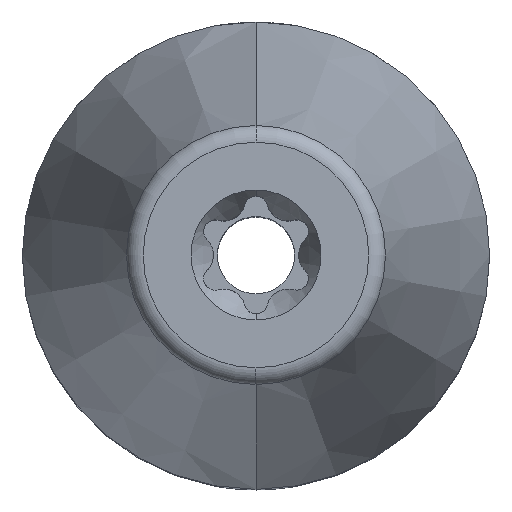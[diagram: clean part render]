
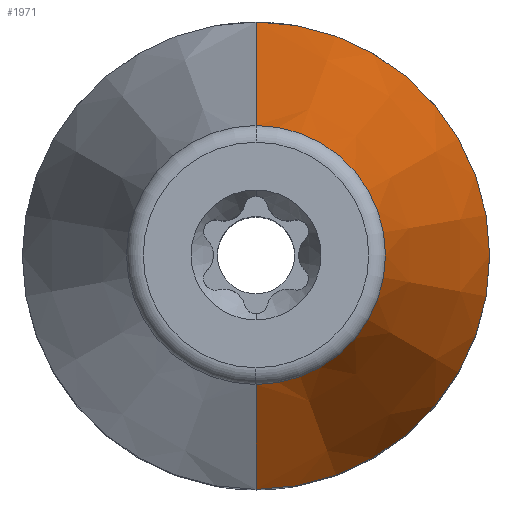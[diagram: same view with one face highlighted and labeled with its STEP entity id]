
A CAD part, top view. The second image highlights one B-rep face of the part: STEP entity #1971.
In plain terms, the highlighted conical face has half-angle 14.769 degrees and reference radius 7.344 mm.
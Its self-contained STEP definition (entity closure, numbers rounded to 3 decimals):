
#219=CARTESIAN_POINT('',(0.,0.,15.5));
#220=DIRECTION('',(0.,0.,1.));
#221=DIRECTION('',(1.,0.,0.));
#222=AXIS2_PLACEMENT_3D('',#219,#220,#221);
#297=CARTESIAN_POINT('',(0.,0.,15.5));
#298=DIRECTION('',(0.,0.,1.));
#299=DIRECTION('',(0.,-1.,0.));
#300=AXIS2_PLACEMENT_3D('',#297,#298,#299);
#943=CARTESIAN_POINT('',(0.,0.,31.478));
#944=DIRECTION('',(0.,0.,1.));
#945=DIRECTION('',(0.,-1.,0.));
#946=AXIS2_PLACEMENT_3D('',#943,#944,#945);
#948=DIRECTION('',(0.,0.255,-0.967));
#949=VECTOR('',#948,16.524);
#950=CARTESIAN_POINT('',(0.,5.238,
31.478));
#951=LINE('',#950,#949);
#952=DIRECTION('',(0.,-0.255,-0.967));
#953=VECTOR('',#952,16.524);
#954=CARTESIAN_POINT('',(0.,-5.238,
31.478));
#955=LINE('',#954,#953);
#1112=CARTESIAN_POINT('',(0.,9.45,15.5));
#1114=VERTEX_POINT('',#1112);
#1116=CARTESIAN_POINT('',(0.,-9.45,15.5));
#1117=VERTEX_POINT('',#1116);
#1118=CARTESIAN_POINT('',(9.45,0.,15.5));
#1119=VERTEX_POINT('',#1118);
#1124=CARTESIAN_POINT('',(0.,5.238,31.478));
#1125=CARTESIAN_POINT('',(0.,-5.238,31.478));
#1126=VERTEX_POINT('',#1124);
#1127=VERTEX_POINT('',#1125);
#1957=CARTESIAN_POINT('',(0.,0.,23.489));
#1958=DIRECTION('',(0.,0.,-1.));
#1959=DIRECTION('',(0.,-1.,0.));
#1960=AXIS2_PLACEMENT_3D('',#1957,#1958,#1959);
#1961=CONICAL_SURFACE('',#1960,7.344,14.769);
#1962=ORIENTED_EDGE('',*,*,#1951,.T.);
#1964=ORIENTED_EDGE('',*,*,#1963,.T.);
#1965=ORIENTED_EDGE('',*,*,#1263,.F.);
#1966=ORIENTED_EDGE('',*,*,#1307,.F.);
#1968=ORIENTED_EDGE('',*,*,#1967,.F.);
#1969=EDGE_LOOP('',(#1962,#1964,#1965,#1966,#1968));
#1970=FACE_OUTER_BOUND('',#1969,.F.);
#1971=ADVANCED_FACE('',(#1970),#1961,.T.);
#223=CIRCLE('',#222,9.45);
#301=CIRCLE('',#300,9.45);
#947=CIRCLE('',#946,5.238);
#1263=EDGE_CURVE('',#1119,#1114,#223,.T.);
#1307=EDGE_CURVE('',#1117,#1119,#301,.T.);
#1951=EDGE_CURVE('',#1127,#1126,#947,.T.);
#1963=EDGE_CURVE('',#1126,#1114,#951,.T.);
#1967=EDGE_CURVE('',#1127,#1117,#955,.T.);
